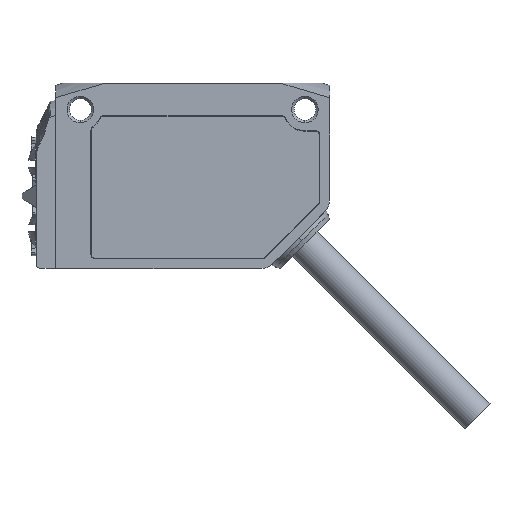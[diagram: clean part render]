
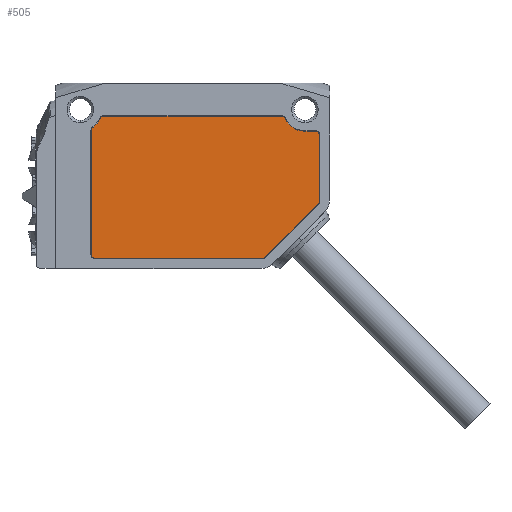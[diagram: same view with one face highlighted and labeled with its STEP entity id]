
A CAD part, left-side view. The second image highlights one B-rep face of the part: STEP entity #505.
In plain terms, the highlighted planar face has unit normal (-1, 0, 0).
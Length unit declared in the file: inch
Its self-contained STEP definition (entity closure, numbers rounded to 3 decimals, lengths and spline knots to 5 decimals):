
#83 = LINE ( 'NONE', #5367, #1596 ) ;
#87 = AXIS2_PLACEMENT_3D ( 'NONE', #6160, #423, #6180 ) ;
#156 = VERTEX_POINT ( 'NONE', #545 ) ;
#185 = CARTESIAN_POINT ( 'NONE',  ( -0.25591, -0.08733, 0.15136 ) ) ;
#208 = AXIS2_PLACEMENT_3D ( 'NONE', #2763, #477, #5294 ) ;
#316 = DIRECTION ( 'NONE',  ( 0., 0., -1. ) ) ;
#423 = DIRECTION ( 'NONE',  ( 1., 0., 0. ) ) ;
#477 = DIRECTION ( 'NONE',  ( 1., 0., 0. ) ) ;
#505 = ADVANCED_FACE ( 'NONE', ( #3451 ), #1834, .F. ) ;
#545 = CARTESIAN_POINT ( 'NONE',  ( -0.25591, -0.02756, 0.47441 ) ) ;
#563 = EDGE_CURVE ( 'NONE', #797, #5097, #4944, .T. ) ;
#584 = EDGE_CURVE ( 'NONE', #1627, #3178, #3293, .T. ) ;
#657 = DIRECTION ( 'NONE',  ( 0., 0., -1. ) ) ;
#797 = VERTEX_POINT ( 'NONE', #2340 ) ;
#928 = CIRCLE ( 'NONE', #3766, 0.01772 ) ;
#946 = CARTESIAN_POINT ( 'NONE',  ( -0.25591, 0.16389, -0.09252 ) ) ;
#950 = ORIENTED_EDGE ( 'NONE', *, *, #6054, .T. ) ;
#999 = DIRECTION ( 'NONE',  ( 1., 0., 0. ) ) ;
#1056 = DIRECTION ( 'NONE',  ( 1., 0., 0. ) ) ;
#1075 = CARTESIAN_POINT ( 'NONE',  ( -0.25591, -0.09252, 0.16389 ) ) ;
#1117 = ORIENTED_EDGE ( 'NONE', *, *, #1887, .F. ) ;
#1227 = CARTESIAN_POINT ( 'NONE',  ( -0.25591, 0.90551, 0.47837 ) ) ;
#1286 = DIRECTION ( 'NONE',  ( 0., 0., -1. ) ) ;
#1352 = CARTESIAN_POINT ( 'NONE',  ( -0.25591, 0.92323, 0.47837 ) ) ;
#1431 = AXIS2_PLACEMENT_3D ( 'NONE', #5043, #2214, #2181 ) ;
#1480 = CARTESIAN_POINT ( 'NONE',  ( -0.25591, -0.0748, 0.45669 ) ) ;
#1506 = DIRECTION ( 'NONE',  ( 0., 0., 1. ) ) ;
#1516 = VERTEX_POINT ( 'NONE', #5189 ) ;
#1552 = DIRECTION ( 'NONE',  ( 0., 1., 0. ) ) ;
#1575 = CARTESIAN_POINT ( 'NONE',  ( -0.25591, 0.8685, 0.54134 ) ) ;
#1589 = CARTESIAN_POINT ( 'NONE',  ( -0.25591, 0.07638, 0.54134 ) ) ;
#1596 = VECTOR ( 'NONE', #1552, 39.37008 ) ;
#1627 = VERTEX_POINT ( 'NONE', #2622 ) ;
#1834 = PLANE ( 'NONE',  #87 ) ;
#1845 = CARTESIAN_POINT ( 'NONE',  ( -0.25591, 0.97244, 0.57087 ) ) ;
#1866 = CIRCLE ( 'NONE', #1431, 0.01772 ) ;
#1874 = ORIENTED_EDGE ( 'NONE', *, *, #4375, .F. ) ;
#1887 = EDGE_CURVE ( 'NONE', #3103, #3573, #5423, .T. ) ;
#1892 = CIRCLE ( 'NONE', #5020, 0.09646 ) ;
#1989 = CARTESIAN_POINT ( 'NONE',  ( -0.25591, 0.90551, -0.09252 ) ) ;
#1996 = ORIENTED_EDGE ( 'NONE', *, *, #5236, .T. ) ;
#2007 = VERTEX_POINT ( 'NONE', #1589 ) ;
#2020 = AXIS2_PLACEMENT_3D ( 'NONE', #4450, #1056, #4856 ) ;
#2078 = EDGE_CURVE ( 'NONE', #3866, #3178, #928, .T. ) ;
#2104 = LINE ( 'NONE', #4597, #2766 ) ;
#2181 = DIRECTION ( 'NONE',  ( 0., 0., -1. ) ) ;
#2214 = DIRECTION ( 'NONE',  ( 1., 0., 0. ) ) ;
#2221 = DIRECTION ( 'NONE',  ( 1., 0., 0. ) ) ;
#2286 = ORIENTED_EDGE ( 'NONE', *, *, #2728, .T. ) ;
#2340 = CARTESIAN_POINT ( 'NONE',  ( -0.25591, 0.90551, -0.09252 ) ) ;
#2355 = ORIENTED_EDGE ( 'NONE', *, *, #4233, .F. ) ;
#2362 = VERTEX_POINT ( 'NONE', #3380 ) ;
#2553 = CARTESIAN_POINT ( 'NONE',  ( -0.25591, 0.9159, 0.49272 ) ) ;
#2589 = CARTESIAN_POINT ( 'NONE',  ( -0.25591, -0.0748, 0.47441 ) ) ;
#2622 = CARTESIAN_POINT ( 'NONE',  ( -0.25591, 0.15136, -0.08733 ) ) ;
#2661 = ORIENTED_EDGE ( 'NONE', *, *, #4956, .T. ) ;
#2675 = CARTESIAN_POINT ( 'NONE',  ( -0.25591, 0.15136, -0.08733 ) ) ;
#2728 = EDGE_CURVE ( 'NONE', #3705, #4917, #2104, .T. ) ;
#2763 = CARTESIAN_POINT ( 'NONE',  ( -0.25591, 0.07638, 0.52362 ) ) ;
#2766 = VECTOR ( 'NONE', #1286, 39.37008 ) ;
#2784 = EDGE_CURVE ( 'NONE', #156, #1516, #1892, .T. ) ;
#2805 = DIRECTION ( 'NONE',  ( 1., 0., 0. ) ) ;
#2856 = CARTESIAN_POINT ( 'NONE',  ( -0.25591, -0.09252, 0.16389 ) ) ;
#2887 = ORIENTED_EDGE ( 'NONE', *, *, #2784, .T. ) ;
#2923 = DIRECTION ( 'NONE',  ( 0., 0., -1. ) ) ;
#3022 = EDGE_CURVE ( 'NONE', #1627, #5097, #6071, .T. ) ;
#3103 = VERTEX_POINT ( 'NONE', #3428 ) ;
#3157 = CARTESIAN_POINT ( 'NONE',  ( -0.25591, -0.09252, 0.45669 ) ) ;
#3166 = CARTESIAN_POINT ( 'NONE',  ( -0.25591, -0.02756, 0.57087 ) ) ;
#3178 = VERTEX_POINT ( 'NONE', #185 ) ;
#3190 = ORIENTED_EDGE ( 'NONE', *, *, #5038, .F. ) ;
#3291 = DIRECTION ( 'NONE',  ( 0., -1., 0. ) ) ;
#3293 = LINE ( 'NONE', #2675, #5254 ) ;
#3338 = DIRECTION ( 'NONE',  ( 0., 0., -1. ) ) ;
#3380 = CARTESIAN_POINT ( 'NONE',  ( -0.25591, 0.88463, 0.53095 ) ) ;
#3395 = EDGE_CURVE ( 'NONE', #2362, #4640, #1866, .T. ) ;
#3428 = CARTESIAN_POINT ( 'NONE',  ( -0.25591, -0.0748, 0.47441 ) ) ;
#3451 = FACE_OUTER_BOUND ( 'NONE', #6013, .T. ) ;
#3490 = CIRCLE ( 'NONE', #4227, 0.09646 ) ;
#3573 = VERTEX_POINT ( 'NONE', #3157 ) ;
#3660 = VECTOR ( 'NONE', #3291, 39.37008 ) ;
#3705 = VERTEX_POINT ( 'NONE', #1352 ) ;
#3753 = ORIENTED_EDGE ( 'NONE', *, *, #584, .T. ) ;
#3766 = AXIS2_PLACEMENT_3D ( 'NONE', #4517, #5964, #657 ) ;
#3866 = VERTEX_POINT ( 'NONE', #2856 ) ;
#3974 = ORIENTED_EDGE ( 'NONE', *, *, #3022, .F. ) ;
#4042 = VECTOR ( 'NONE', #1506, 39.37008 ) ;
#4067 = DIRECTION ( 'NONE',  ( 0., -0.707, 0.707 ) ) ;
#4207 = CARTESIAN_POINT ( 'NONE',  ( -0.25591, 0.92323, -0.0748 ) ) ;
#4227 = AXIS2_PLACEMENT_3D ( 'NONE', #1845, #4724, #5148 ) ;
#4233 = EDGE_CURVE ( 'NONE', #3705, #5303, #5911, .T. ) ;
#4375 = EDGE_CURVE ( 'NONE', #2007, #1516, #5973, .T. ) ;
#4444 = LINE ( 'NONE', #2589, #4953 ) ;
#4450 = CARTESIAN_POINT ( 'NONE',  ( -0.25591, 0.16389, -0.0748 ) ) ;
#4455 = ORIENTED_EDGE ( 'NONE', *, *, #6064, .T. ) ;
#4513 = ORIENTED_EDGE ( 'NONE', *, *, #3395, .F. ) ;
#4517 = CARTESIAN_POINT ( 'NONE',  ( -0.25591, -0.0748, 0.16389 ) ) ;
#4597 = CARTESIAN_POINT ( 'NONE',  ( -0.25591, 0.92323, 0.47837 ) ) ;
#4604 = DIRECTION ( 'NONE',  ( 1., 0., 0. ) ) ;
#4640 = VERTEX_POINT ( 'NONE', #1575 ) ;
#4724 = DIRECTION ( 'NONE',  ( 1., 0., 0. ) ) ;
#4856 = DIRECTION ( 'NONE',  ( 0., 0., -1. ) ) ;
#4902 = ORIENTED_EDGE ( 'NONE', *, *, #563, .T. ) ;
#4917 = VERTEX_POINT ( 'NONE', #4207 ) ;
#4944 = LINE ( 'NONE', #1989, #3660 ) ;
#4953 = VECTOR ( 'NONE', #4990, 39.37008 ) ;
#4956 = EDGE_CURVE ( 'NONE', #2362, #5303, #3490, .T. ) ;
#4990 = DIRECTION ( 'NONE',  ( 0., 1., 0. ) ) ;
#5020 = AXIS2_PLACEMENT_3D ( 'NONE', #3166, #2221, #5583 ) ;
#5038 = EDGE_CURVE ( 'NONE', #797, #4917, #6089, .T. ) ;
#5043 = CARTESIAN_POINT ( 'NONE',  ( -0.25591, 0.8685, 0.52362 ) ) ;
#5097 = VERTEX_POINT ( 'NONE', #946 ) ;
#5148 = DIRECTION ( 'NONE',  ( 0., 0., -1. ) ) ;
#5189 = CARTESIAN_POINT ( 'NONE',  ( -0.25591, 0.06025, 0.53095 ) ) ;
#5200 = AXIS2_PLACEMENT_3D ( 'NONE', #5823, #999, #2923 ) ;
#5236 = EDGE_CURVE ( 'NONE', #3103, #156, #4444, .T. ) ;
#5254 = VECTOR ( 'NONE', #4067, 39.37008 ) ;
#5294 = DIRECTION ( 'NONE',  ( 0., 0., -1. ) ) ;
#5303 = VERTEX_POINT ( 'NONE', #2553 ) ;
#5367 = CARTESIAN_POINT ( 'NONE',  ( -0.25591, 0.07638, 0.54134 ) ) ;
#5423 = CIRCLE ( 'NONE', #5727, 0.01772 ) ;
#5440 = AXIS2_PLACEMENT_3D ( 'NONE', #1227, #4604, #316 ) ;
#5583 = DIRECTION ( 'NONE',  ( 0., 0., -1. ) ) ;
#5727 = AXIS2_PLACEMENT_3D ( 'NONE', #1480, #2805, #3338 ) ;
#5823 = CARTESIAN_POINT ( 'NONE',  ( -0.25591, 0.90551, -0.0748 ) ) ;
#5868 = LINE ( 'NONE', #1075, #4042 ) ;
#5911 = CIRCLE ( 'NONE', #5440, 0.01772 ) ;
#5964 = DIRECTION ( 'NONE',  ( 1., 0., 0. ) ) ;
#5973 = CIRCLE ( 'NONE', #208, 0.01772 ) ;
#5976 = ORIENTED_EDGE ( 'NONE', *, *, #2078, .F. ) ;
#6013 = EDGE_LOOP ( 'NONE', ( #2355, #2286, #3190, #4902, #3974, #3753, #5976, #4455, #1117, #1996, #2887, #1874, #950, #4513, #2661 ) ) ;
#6054 = EDGE_CURVE ( 'NONE', #2007, #4640, #83, .T. ) ;
#6064 = EDGE_CURVE ( 'NONE', #3866, #3573, #5868, .T. ) ;
#6071 = CIRCLE ( 'NONE', #2020, 0.01772 ) ;
#6089 = CIRCLE ( 'NONE', #5200, 0.01772 ) ;
#6160 = CARTESIAN_POINT ( 'NONE',  ( -0.25591, 0., 0. ) ) ;
#6180 = DIRECTION ( 'NONE',  ( 0., 0., -1. ) ) ;
